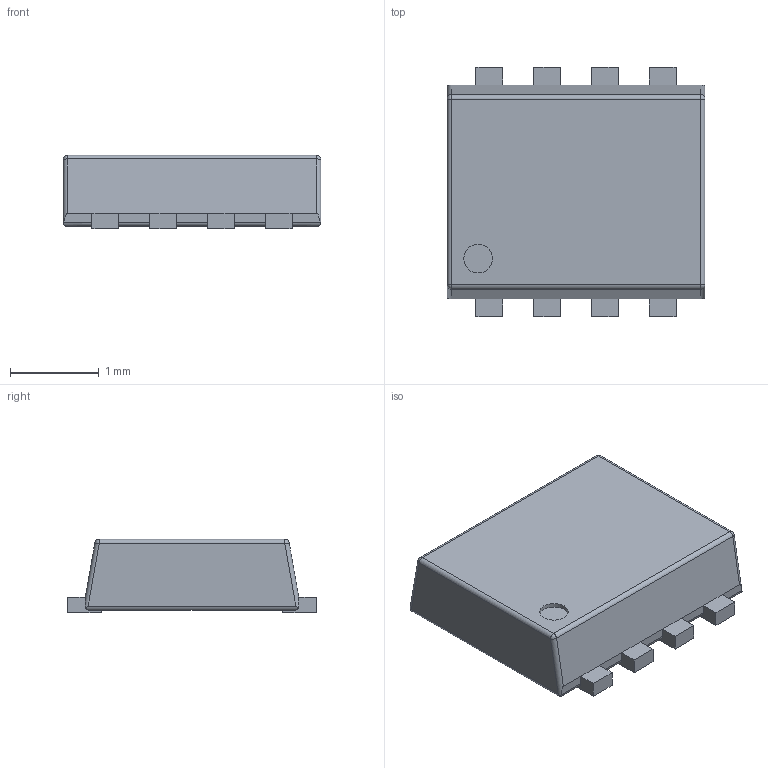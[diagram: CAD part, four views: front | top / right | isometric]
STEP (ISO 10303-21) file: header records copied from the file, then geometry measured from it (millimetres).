
FILE_DESCRIPTION(/* description */ (''),/* implementation_level */ '2;1');
FILE_NAME(/* name */ '5f051a760bfde3147b527b6d',/* time_stamp */ '2020-07-08T00:59:35+00:00',/* author */ (''),/* organization */ (''),/* preprocessor_version */ 'ST-DEVELOPER v16.7',/* originating_system */ $,/* authorisation */ $);
FILE_SCHEMA (('AUTOMOTIVE_DESIGN {1 0 10303 214 3 1 1}'));
Length unit declared in the file: metre
Products named in the file (1): Part 1
Bounding box: 2.9 x 2.8 x 0.82 mm (x, y, z)
Volume: 5.4 mm3; surface area: 23 mm2
Topology: 1 solids, 1 shells, 90 faces, 237 edges, 146 vertices
Faces by surface type: plane 65, cylinder 21, sphere 4
Full cylindrical faces by diameter (mm): 0.322 x1
Entity records: 3356 total; most frequent: CARTESIAN_POINT 481, ORIENTED_EDGE 464, DIRECTION 452, EDGE_CURVE 232, LINE 186, VECTOR 186, VERTEX_POINT 146, AXIS2_PLACEMENT_3D 133
